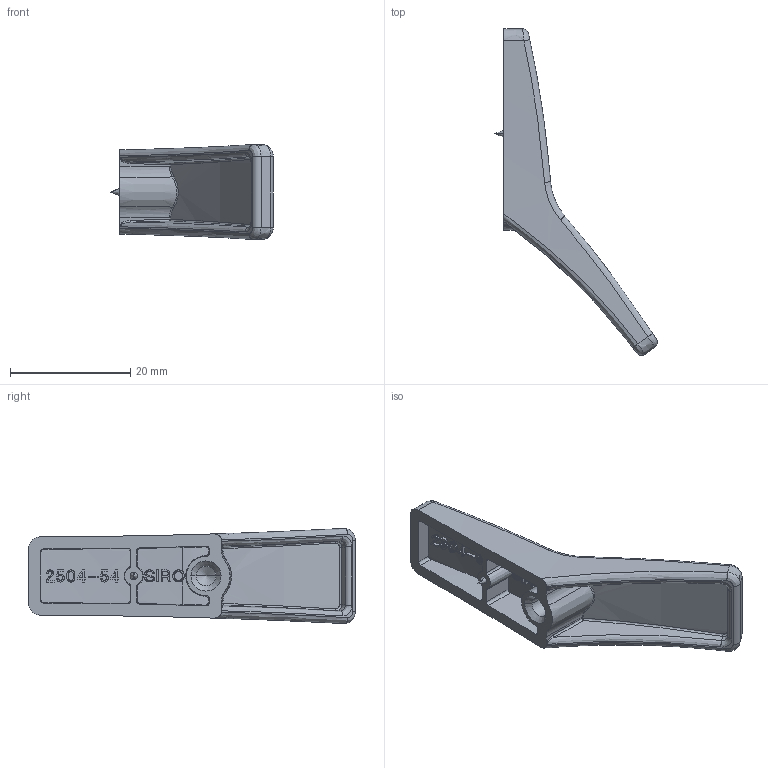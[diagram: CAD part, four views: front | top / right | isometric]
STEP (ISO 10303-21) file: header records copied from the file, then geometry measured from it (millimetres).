
FILE_DESCRIPTION(('Creo Elements/Direct Modeling STEP Export'),'2;1');
FILE_NAME('2504-54.stp','2021-02-01T13:44:20',(''),(''),'Creo Elements/Direct Modeling STEP processor for AP214 (Solid Model)','Creo Elements/Direct Modeling 20.0 12-Nov-2016 (C) Parametric Technology GmbH','');
FILE_SCHEMA(('AUTOMOTIVE_DESIGN { 1 0 10303 214 1 1 1 1 }'));
Length unit declared in the file: millimetre
Products named in the file (1): ZN-10739
Bounding box: 26.95 x 54.23 x 15.8 mm (x, y, z)
Volume: 3055.3 mm3; surface area: 3224.5 mm2
Topology: 1 solids, 1 shells, 548 faces, 1542 edges, 1012 vertices
Faces by surface type: plane 438, bspline 58, cylinder 38, cone 14
Entity records: 27793 total; most frequent: CARTESIAN_POINT 13540, ORIENTED_EDGE 3076, DIRECTION 3070, EDGE_CURVE 1538, AXIS2_PLACEMENT_3D 1256, VERTEX_POINT 1012, ELLIPSE 650, EDGE_LOOP 568
